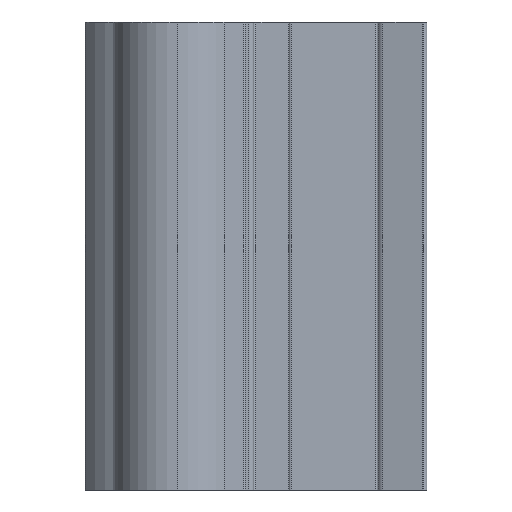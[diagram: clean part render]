
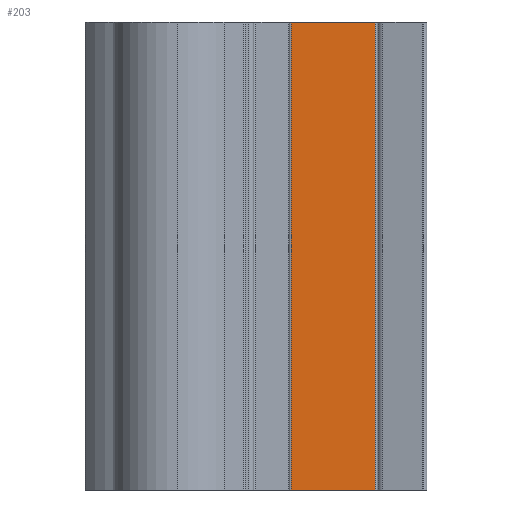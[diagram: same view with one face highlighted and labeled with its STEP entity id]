
A CAD part, left-side view. The second image highlights one B-rep face of the part: STEP entity #203.
In plain terms, the highlighted planar face has unit normal (-1, 0, 0).
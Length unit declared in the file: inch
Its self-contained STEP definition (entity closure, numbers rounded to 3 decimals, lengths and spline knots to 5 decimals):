
#18 = VECTOR ( 'NONE', #995, 39.37008 ) ;
#45 = CARTESIAN_POINT ( 'NONE',  ( 0.0045, 0., 1. ) ) ;
#93 = CARTESIAN_POINT ( 'NONE',  ( 0.0045, 0., 1. ) ) ;
#156 = DIRECTION ( 'NONE',  ( 0., 0., -1. ) ) ;
#203 = ADVANCED_FACE ( 'NONE', ( #1428 ), #2156, .F. ) ;
#332 = LINE ( 'NONE', #1751, #1224 ) ;
#479 = DIRECTION ( 'NONE',  ( 0., 0., -1. ) ) ;
#506 = AXIS2_PLACEMENT_3D ( 'NONE', #45, #1816, #1633 ) ;
#740 = DIRECTION ( 'NONE',  ( 0., -1., 0. ) ) ;
#860 = CARTESIAN_POINT ( 'NONE',  ( 0.0045, -0.2425, 0. ) ) ;
#895 = VERTEX_POINT ( 'NONE', #1711 ) ;
#995 = DIRECTION ( 'NONE',  ( 0., -1., 0. ) ) ;
#1003 = CARTESIAN_POINT ( 'NONE',  ( 0.0045, -0.2425, 1. ) ) ;
#1061 = CARTESIAN_POINT ( 'NONE',  ( 0.0045, -0.4225, 1. ) ) ;
#1067 = LINE ( 'NONE', #1003, #1309 ) ;
#1078 = ORIENTED_EDGE ( 'NONE', *, *, #1781, .T. ) ;
#1134 = VERTEX_POINT ( 'NONE', #1061 ) ;
#1156 = ORIENTED_EDGE ( 'NONE', *, *, #2064, .F. ) ;
#1160 = LINE ( 'NONE', #93, #18 ) ;
#1224 = VECTOR ( 'NONE', #156, 39.37008 ) ;
#1253 = EDGE_LOOP ( 'NONE', ( #1273, #1156, #1410, #1078 ) ) ;
#1272 = CARTESIAN_POINT ( 'NONE',  ( 0.0045, 0., 0. ) ) ;
#1273 = ORIENTED_EDGE ( 'NONE', *, *, #1278, .T. ) ;
#1278 = EDGE_CURVE ( 'NONE', #1316, #1565, #1634, .T. ) ;
#1309 = VECTOR ( 'NONE', #479, 39.37008 ) ;
#1316 = VERTEX_POINT ( 'NONE', #860 ) ;
#1410 = ORIENTED_EDGE ( 'NONE', *, *, #1895, .F. ) ;
#1428 = FACE_OUTER_BOUND ( 'NONE', #1253, .T. ) ;
#1525 = CARTESIAN_POINT ( 'NONE',  ( 0.0045, -0.4225, 0. ) ) ;
#1565 = VERTEX_POINT ( 'NONE', #1525 ) ;
#1584 = VECTOR ( 'NONE', #740, 39.37008 ) ;
#1633 = DIRECTION ( 'NONE',  ( 0., 1., 0. ) ) ;
#1634 = LINE ( 'NONE', #1272, #1584 ) ;
#1711 = CARTESIAN_POINT ( 'NONE',  ( 0.0045, -0.2425, 1. ) ) ;
#1751 = CARTESIAN_POINT ( 'NONE',  ( 0.0045, -0.4225, 1. ) ) ;
#1781 = EDGE_CURVE ( 'NONE', #895, #1316, #1067, .T. ) ;
#1816 = DIRECTION ( 'NONE',  ( 1., 0., 0. ) ) ;
#1895 = EDGE_CURVE ( 'NONE', #895, #1134, #1160, .T. ) ;
#2064 = EDGE_CURVE ( 'NONE', #1134, #1565, #332, .T. ) ;
#2156 = PLANE ( 'NONE',  #506 ) ;
